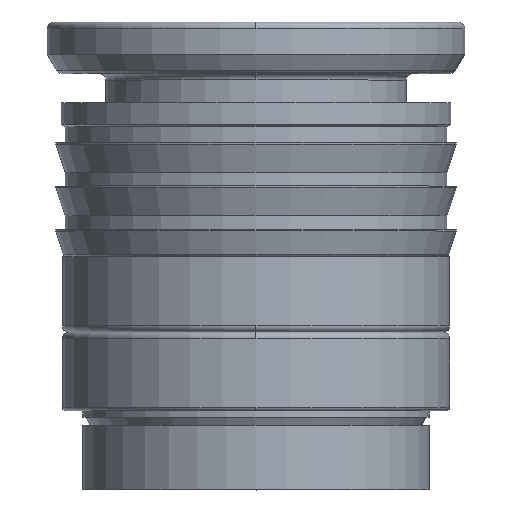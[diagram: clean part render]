
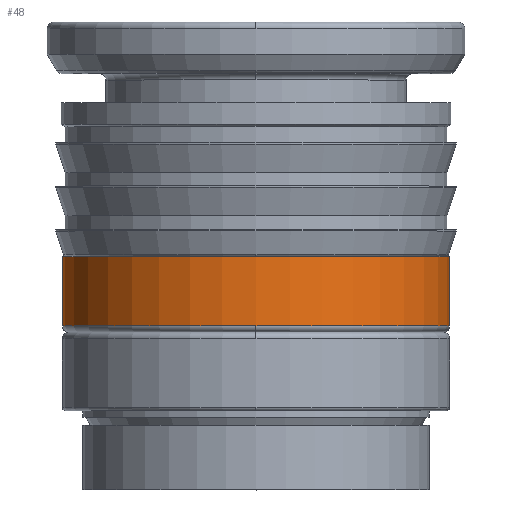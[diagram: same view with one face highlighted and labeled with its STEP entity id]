
A CAD part, top view. The second image highlights one B-rep face of the part: STEP entity #48.
In plain terms, the highlighted cylindrical face has radius 6.025 mm (diameter 12.05 mm), a partial arc.
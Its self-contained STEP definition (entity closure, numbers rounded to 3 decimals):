
#48=ADVANCED_FACE('',(#119),#120,.T.);
#119=FACE_OUTER_BOUND('',#264,.T.);
#120=CYLINDRICAL_SURFACE('',#265,6.025);
#264=EDGE_LOOP('',(#422,#423,#424,#425,#426));
#265=AXIS2_PLACEMENT_3D('',#427,#428,#429);
#422=ORIENTED_EDGE('',*,*,#935,.F.);
#423=ORIENTED_EDGE('',*,*,#936,.T.);
#424=ORIENTED_EDGE('',*,*,#937,.T.);
#425=ORIENTED_EDGE('',*,*,#938,.F.);
#426=ORIENTED_EDGE('',*,*,#939,.F.);
#427=CARTESIAN_POINT('',(0.0,6.175,0.0));
#428=DIRECTION('',(0.0,1.0,0.0));
#429=DIRECTION('',(-1.0,0.0,0.0));
#935=EDGE_CURVE('',#1102,#1103,#1104,.T.);
#936=EDGE_CURVE('',#1102,#1105,#1106,.T.);
#937=EDGE_CURVE('',#1105,#1107,#1108,.T.);
#938=EDGE_CURVE('',#1109,#1107,#1110,.T.);
#939=EDGE_CURVE('',#1103,#1109,#1111,.T.);
#1102=VERTEX_POINT('',#1358);
#1103=VERTEX_POINT('',#1359);
#1104=LINE('',#1360,#1361);
#1105=VERTEX_POINT('',#1362);
#1106=CIRCLE('',#1363,6.025);
#1107=VERTEX_POINT('',#1364);
#1108=CIRCLE('',#1365,6.025);
#1109=VERTEX_POINT('',#1366);
#1110=LINE('',#1367,#1368);
#1111=CIRCLE('',#1369,6.025);
#1358=CARTESIAN_POINT('',(-6.025,5.1,0.0));
#1359=CARTESIAN_POINT('',(-6.025,7.25,0.0));
#1360=CARTESIAN_POINT('',(-6.025,6.175,0.));
#1361=VECTOR('',#1662,1.0);
#1362=CARTESIAN_POINT('',(0.,5.1,6.025));
#1363=AXIS2_PLACEMENT_3D('',#1663,#1664,#1665);
#1364=CARTESIAN_POINT('',(6.025,5.1,0.));
#1365=AXIS2_PLACEMENT_3D('',#1666,#1667,#1668);
#1366=CARTESIAN_POINT('',(6.025,7.25,0.));
#1367=CARTESIAN_POINT('',(6.025,6.175,0.));
#1368=VECTOR('',#1669,1.0);
#1369=AXIS2_PLACEMENT_3D('',#1670,#1671,#1672);
#1662=DIRECTION('',(0.0,1.0,0.0));
#1663=CARTESIAN_POINT('',(0.0,5.1,0.0));
#1664=DIRECTION('',(0.0,1.0,0.0));
#1665=DIRECTION('',(-1.0,0.0,0.0));
#1666=CARTESIAN_POINT('',(0.0,5.1,0.0));
#1667=DIRECTION('',(0.0,1.0,0.0));
#1668=DIRECTION('',(-1.0,0.0,0.0));
#1669=DIRECTION('',(-0.0,-1.0,-0.0));
#1670=CARTESIAN_POINT('',(0.0,7.25,0.0));
#1671=DIRECTION('',(0.0,1.0,0.0));
#1672=DIRECTION('',(-1.0,0.0,0.0));
